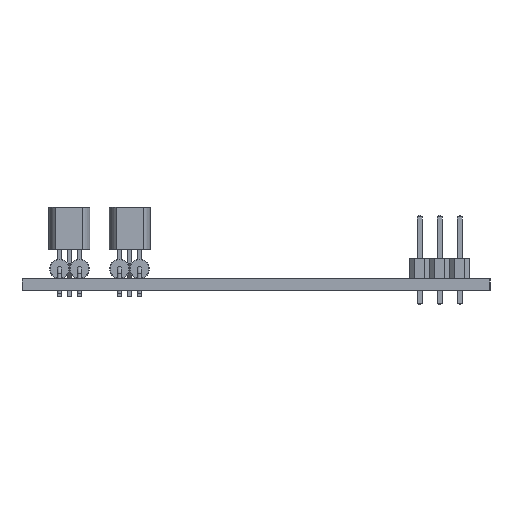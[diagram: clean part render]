
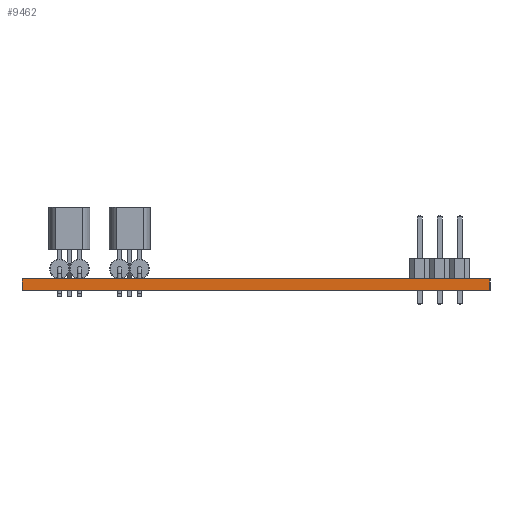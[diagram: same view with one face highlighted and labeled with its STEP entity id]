
A CAD part, left-side view. The second image highlights one B-rep face of the part: STEP entity #9462.
In plain terms, the highlighted planar face has unit normal (-1, 0, 0).
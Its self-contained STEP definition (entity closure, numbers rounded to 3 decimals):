
#587=PLANE('',#10156);
#1044=FACE_OUTER_BOUND('',#1512,.T.);
#1512=EDGE_LOOP('',(#8150,#8151,#8152,#8153));
#2760=LINE('',#15194,#3872);
#2768=LINE('',#15209,#3880);
#2769=LINE('',#15211,#3881);
#2770=LINE('',#15212,#3882);
#3872=VECTOR('',#12563,10.);
#3880=VECTOR('',#12575,10.);
#3881=VECTOR('',#12578,10.);
#3882=VECTOR('',#12579,10.);
#4924=VERTEX_POINT('',#15191);
#4925=VERTEX_POINT('',#15193);
#4929=VERTEX_POINT('',#15205);
#4930=VERTEX_POINT('',#15207);
#6219=EDGE_CURVE('',#4924,#4925,#2760,.T.);
#6227=EDGE_CURVE('',#4929,#4930,#2768,.T.);
#6228=EDGE_CURVE('',#4924,#4929,#2769,.T.);
#6229=EDGE_CURVE('',#4925,#4930,#2770,.T.);
#8150=ORIENTED_EDGE('',*,*,#6228,.T.);
#8151=ORIENTED_EDGE('',*,*,#6227,.T.);
#8152=ORIENTED_EDGE('',*,*,#6229,.F.);
#8153=ORIENTED_EDGE('',*,*,#6219,.F.);
#9462=ADVANCED_FACE('',(#1044),#587,.T.);
#10156=AXIS2_PLACEMENT_3D('',#15210,#12576,#12577);
#12563=DIRECTION('',(0.,0.,1.));
#12575=DIRECTION('',(0.,0.,1.));
#12576=DIRECTION('center_axis',(-1.,0.,0.));
#12577=DIRECTION('ref_axis',(0.,-1.,0.));
#12578=DIRECTION('',(0.,-1.,0.));
#12579=DIRECTION('',(0.,-1.,0.));
#15191=CARTESIAN_POINT('',(0.,59.36,0.));
#15193=CARTESIAN_POINT('',(0.,59.36,1.5));
#15194=CARTESIAN_POINT('',(0.,59.36,0.));
#15205=CARTESIAN_POINT('',(0.,0.,0.));
#15207=CARTESIAN_POINT('',(0.,0.,1.5));
#15209=CARTESIAN_POINT('',(0.,0.,0.));
#15210=CARTESIAN_POINT('Origin',(0.,59.36,0.));
#15211=CARTESIAN_POINT('',(0.,59.36,0.));
#15212=CARTESIAN_POINT('',(0.,59.36,1.5));
